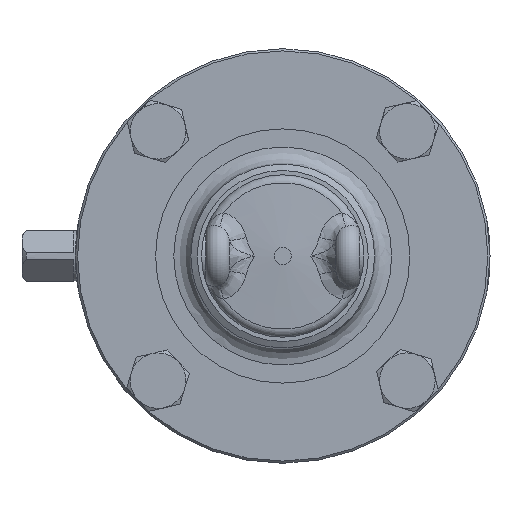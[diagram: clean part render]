
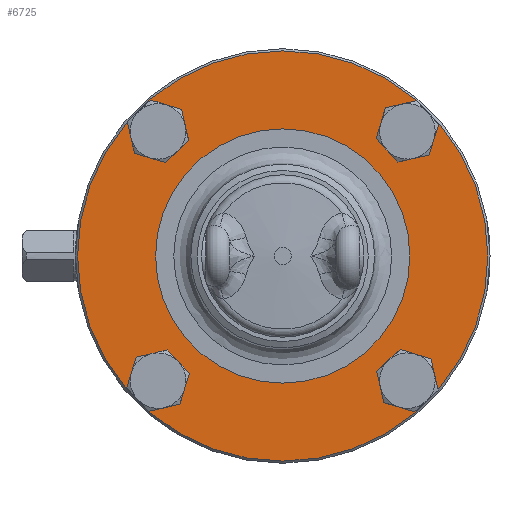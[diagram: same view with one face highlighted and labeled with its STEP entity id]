
A CAD part, left-side view. The second image highlights one B-rep face of the part: STEP entity #6725.
In plain terms, the highlighted planar face has unit normal (-1, 0, 0).
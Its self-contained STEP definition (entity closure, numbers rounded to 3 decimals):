
#5395=CARTESIAN_POINT('',(-10.,-34.617,-30.842));
#5396=VERTEX_POINT('',#5395);
#5397=CARTESIAN_POINT('',(-10.,-29.168,-29.168));
#5398=DIRECTION('',(1.0,0.0,0.0));
#5399=DIRECTION('',(0.0,-0.956,-0.294));
#5400=AXIS2_PLACEMENT_3D('',#5397,#5398,#5399);
#5401=CIRCLE('',#5400,5.7);
#5402=EDGE_CURVE('',#5396,#5396,#5401,.T.);
#6273=CARTESIAN_POINT('',(-10.,34.617,30.842));
#6274=VERTEX_POINT('',#6273);
#6275=CARTESIAN_POINT('',(-10.,29.168,29.168));
#6276=DIRECTION('',(1.0,0.0,0.0));
#6277=DIRECTION('',(0.0,0.956,0.294));
#6278=AXIS2_PLACEMENT_3D('',#6275,#6276,#6277);
#6279=CIRCLE('',#6278,5.7);
#6280=EDGE_CURVE('',#6274,#6274,#6279,.T.);
#6655=CARTESIAN_POINT('',(-10.,-48.,0.));
#6656=VERTEX_POINT('',#6655);
#6657=CARTESIAN_POINT('',(-10.,0.,0.));
#6658=DIRECTION('',(-1.0,0.0,0.0));
#6659=DIRECTION('',(0.0,-1.0,0.0));
#6660=AXIS2_PLACEMENT_3D('',#6657,#6658,#6659);
#6661=CIRCLE('',#6660,48.);
#6662=EDGE_CURVE('',#6656,#6656,#6661,.T.);
#6678=CARTESIAN_POINT('',(-10.,-38.875,0.));
#6679=DIRECTION('',(-1.0,0.0,0.0));
#6680=DIRECTION('',(0.0,0.0,-1.0));
#6681=AXIS2_PLACEMENT_3D('',#6678,#6679,#6680);
#6682=PLANE('',#6681);
#6683=ORIENTED_EDGE('',*,*,#6662,.T.);
#6684=EDGE_LOOP('',(#6683));
#6685=FACE_OUTER_BOUND('',#6684,.T.);
#6686=CARTESIAN_POINT('',(-10.,30.842,-34.617));
#6687=VERTEX_POINT('',#6686);
#6688=CARTESIAN_POINT('',(-10.,29.168,-29.168));
#6689=DIRECTION('',(1.0,0.0,0.0));
#6690=DIRECTION('',(0.0,0.294,-0.956));
#6691=AXIS2_PLACEMENT_3D('',#6688,#6689,#6690);
#6692=CIRCLE('',#6691,5.7);
#6693=EDGE_CURVE('',#6687,#6687,#6692,.T.);
#6694=ORIENTED_EDGE('',*,*,#6693,.T.);
#6695=EDGE_LOOP('',(#6694));
#6696=FACE_BOUND('',#6695,.T.);
#6697=ORIENTED_EDGE('',*,*,#5402,.T.);
#6698=EDGE_LOOP('',(#6697));
#6699=FACE_BOUND('',#6698,.T.);
#6700=CARTESIAN_POINT('',(-10.,-30.842,34.617));
#6701=VERTEX_POINT('',#6700);
#6702=CARTESIAN_POINT('',(-10.,-29.168,29.168));
#6703=DIRECTION('',(1.0,0.0,0.0));
#6704=DIRECTION('',(0.0,-0.294,0.956));
#6705=AXIS2_PLACEMENT_3D('',#6702,#6703,#6704);
#6706=CIRCLE('',#6705,5.7);
#6707=EDGE_CURVE('',#6701,#6701,#6706,.T.);
#6708=ORIENTED_EDGE('',*,*,#6707,.T.);
#6709=EDGE_LOOP('',(#6708));
#6710=FACE_BOUND('',#6709,.T.);
#6711=ORIENTED_EDGE('',*,*,#6280,.T.);
#6712=EDGE_LOOP('',(#6711));
#6713=FACE_BOUND('',#6712,.T.);
#6714=CARTESIAN_POINT('',(-10.,-29.75,0.));
#6715=VERTEX_POINT('',#6714);
#6716=CARTESIAN_POINT('',(-10.,0.,0.));
#6717=DIRECTION('',(-1.0,0.0,0.0));
#6718=DIRECTION('',(0.0,-1.0,0.0));
#6719=AXIS2_PLACEMENT_3D('',#6716,#6717,#6718);
#6720=CIRCLE('',#6719,29.75);
#6721=EDGE_CURVE('',#6715,#6715,#6720,.T.);
#6722=ORIENTED_EDGE('',*,*,#6721,.F.);
#6723=EDGE_LOOP('',(#6722));
#6724=FACE_BOUND('',#6723,.T.);
#6725=ADVANCED_FACE('',(#6685,#6696,#6699,#6710,#6713,#6724),#6682,.T.);
